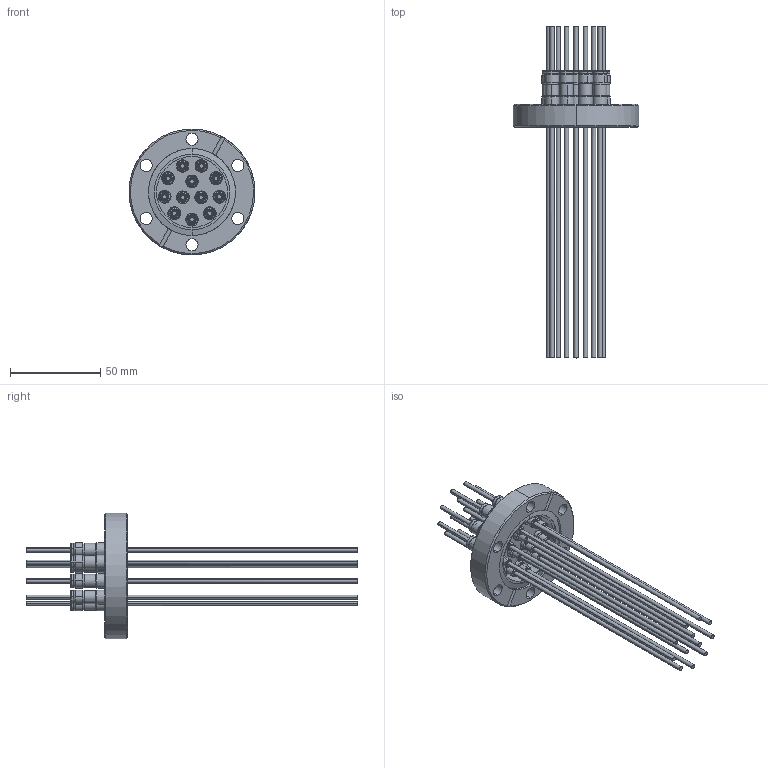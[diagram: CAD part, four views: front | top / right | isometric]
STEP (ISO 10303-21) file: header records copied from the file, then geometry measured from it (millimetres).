
FILE_DESCRIPTION (( 'STEP AP203' ), '1' );
FILE_NAME ('A0283-2-CF.STEP', '2013-05-28T12:38:48', ( '' ), ( '' ), 'SwSTEP 2.0', 'SolidWorks 2012', '' );
FILE_SCHEMA (( 'CONFIG_CONTROL_DESIGN' ));
Length unit declared in the file: inch
Products named in the file (1): A0283-2-CF
Bounding box: 69.85 x 184.15 x 69.85 mm (x, y, z)
Volume: 52261.7 mm3; surface area: 41913.5 mm2
Topology: 1 solids, 13 shells, 754 faces, 1622 edges, 991 vertices
Faces by surface type: cylinder 406, cone 127, plane 125, torus 96
Entity records: 20866 total; most frequent: DIRECTION 4205, CARTESIAN_POINT 3424, ORIENTED_EDGE 3244, AXIS2_PLACEMENT_3D 1836, EDGE_CURVE 1622, CIRCLE 1081, VERTEX_POINT 991, EDGE_LOOP 887
